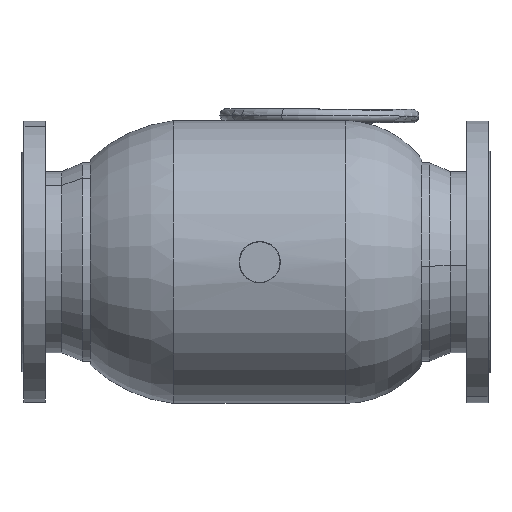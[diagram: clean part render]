
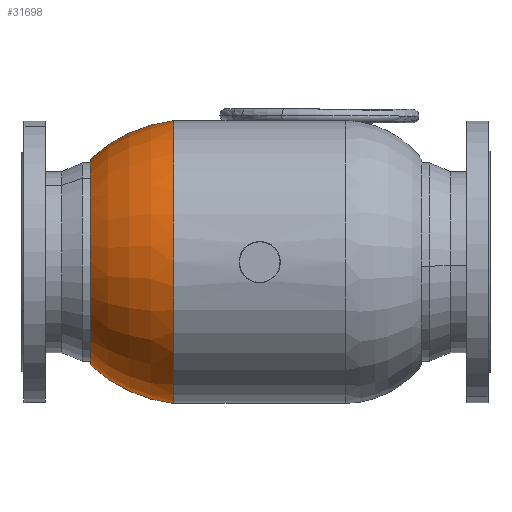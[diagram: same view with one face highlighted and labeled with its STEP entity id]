
A CAD part, front view. The second image highlights one B-rep face of the part: STEP entity #31698.
In plain terms, the highlighted toroidal (fillet/blend) face has major radius 6.815 mm and minor radius 221.204 mm.
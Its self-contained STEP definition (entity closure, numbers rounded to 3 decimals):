
#193 = ORIENTED_EDGE ( 'NONE', *, *, #41127, .T. ) ;
#458 = AXIS2_PLACEMENT_3D ( 'NONE', #42445, #35335, #17376 ) ;
#1579 = CARTESIAN_POINT ( 'NONE',  ( -104.713, 0., 6.815 ) ) ;
#6012 = FACE_OUTER_BOUND ( 'NONE', #21474, .T. ) ;
#6388 = VERTEX_POINT ( 'NONE', #38179 ) ;
#6619 = AXIS2_PLACEMENT_3D ( 'NONE', #1579, #26205, #40381 ) ;
#8006 = CARTESIAN_POINT ( 'NONE',  ( -104.713, 0., -6.815 ) ) ;
#10256 = DIRECTION ( 'NONE',  ( -1., 0., 0. ) ) ;
#11093 = DIRECTION ( 'NONE',  ( 0., -1., 0. ) ) ;
#11476 = CARTESIAN_POINT ( 'NONE',  ( -129.465, 0., 0. ) ) ;
#12770 = VERTEX_POINT ( 'NONE', #17049 ) ;
#13017 = VERTEX_POINT ( 'NONE', #42836 ) ;
#13021 = CARTESIAN_POINT ( 'NONE',  ( -255.535, 0., 155. ) ) ;
#14109 = DIRECTION ( 'NONE',  ( -1., 0., 0. ) ) ;
#14896 = DIRECTION ( 'NONE',  ( 0., 0., -1. ) ) ;
#17049 = CARTESIAN_POINT ( 'NONE',  ( -129.465, 0., -213. ) ) ;
#17376 = DIRECTION ( 'NONE',  ( 0., 0., 1. ) ) ;
#18080 = EDGE_CURVE ( 'NONE', #13017, #36914, #29278, .T. ) ;
#19455 = AXIS2_PLACEMENT_3D ( 'NONE', #38434, #10256, #31336 ) ;
#19560 = ORIENTED_EDGE ( 'NONE', *, *, #35949, .T. ) ;
#21474 = EDGE_LOOP ( 'NONE', ( #45698, #193, #19560, #45130 ) ) ;
#25699 = CIRCLE ( 'NONE', #28739, 213. ) ;
#26205 = DIRECTION ( 'NONE',  ( 0., 1., 0. ) ) ;
#27231 = EDGE_CURVE ( 'NONE', #12770, #13017, #32958, .T. ) ;
#28553 = DIRECTION ( 'NONE',  ( 0., 0., 1. ) ) ;
#28739 = AXIS2_PLACEMENT_3D ( 'NONE', #11476, #14109, #28553 ) ;
#29146 = AXIS2_PLACEMENT_3D ( 'NONE', #8006, #11093, #14896 ) ;
#29278 = CIRCLE ( 'NONE', #19455, 155. ) ;
#31336 = DIRECTION ( 'NONE',  ( 0., 0., 1. ) ) ;
#31698 = ADVANCED_FACE ( 'NONE', ( #6012 ), #43567, .T. ) ;
#32958 = CIRCLE ( 'NONE', #6619, 221.204 ) ;
#35335 = DIRECTION ( 'NONE',  ( -1., 0., 0. ) ) ;
#35949 = EDGE_CURVE ( 'NONE', #6388, #36914, #35958, .T. ) ;
#35958 = CIRCLE ( 'NONE', #29146, 221.204 ) ;
#36914 = VERTEX_POINT ( 'NONE', #13021 ) ;
#38179 = CARTESIAN_POINT ( 'NONE',  ( -129.465, 0., 213. ) ) ;
#38434 = CARTESIAN_POINT ( 'NONE',  ( -255.535, 0., 0. ) ) ;
#40381 = DIRECTION ( 'NONE',  ( 0., 0., 1. ) ) ;
#41127 = EDGE_CURVE ( 'NONE', #12770, #6388, #25699, .T. ) ;
#42445 = CARTESIAN_POINT ( 'NONE',  ( -104.713, 0., 0. ) ) ;
#42836 = CARTESIAN_POINT ( 'NONE',  ( -255.535, 0., -155. ) ) ;
#43567 = TOROIDAL_SURFACE ( 'NONE', #458, -6.815, 221.204 ) ;
#45130 = ORIENTED_EDGE ( 'NONE', *, *, #18080, .F. ) ;
#45698 = ORIENTED_EDGE ( 'NONE', *, *, #27231, .F. ) ;
